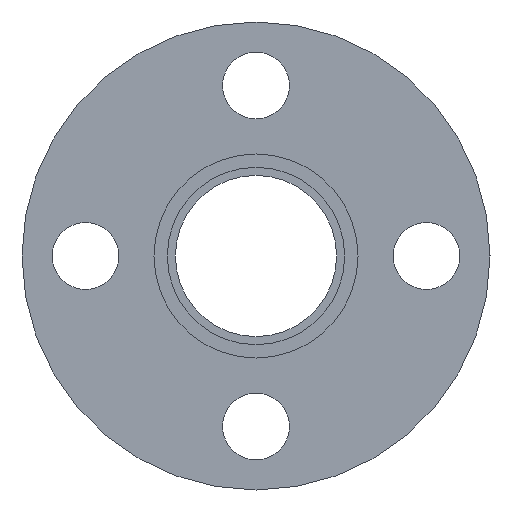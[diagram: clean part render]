
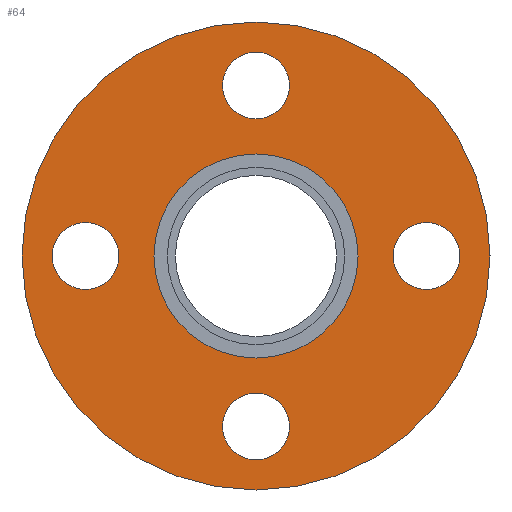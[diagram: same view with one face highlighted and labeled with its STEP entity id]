
A CAD part, left-side view. The second image highlights one B-rep face of the part: STEP entity #64.
In plain terms, the highlighted planar face has unit normal (-1, 0, 0).
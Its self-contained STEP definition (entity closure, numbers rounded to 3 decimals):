
#64=ADVANCED_FACE('',(#114,#115,#116,#117,#118,#119),#120,.T.);
#114=FACE_BOUND('',#189,.T.);
#115=FACE_BOUND('',#190,.T.);
#116=FACE_BOUND('',#191,.T.);
#117=FACE_BOUND('',#192,.T.);
#118=FACE_OUTER_BOUND('',#193,.T.);
#119=FACE_BOUND('',#194,.T.);
#120=PLANE('',#195);
#189=EDGE_LOOP('',(#354,#355));
#190=EDGE_LOOP('',(#356,#357));
#191=EDGE_LOOP('',(#358,#359));
#192=EDGE_LOOP('',(#360,#361));
#193=EDGE_LOOP('',(#362,#363));
#194=EDGE_LOOP('',(#364,#365));
#195=AXIS2_PLACEMENT_3D('',#366,#367,#368);
#354=ORIENTED_EDGE('',*,*,#509,.T.);
#355=ORIENTED_EDGE('',*,*,#508,.T.);
#356=ORIENTED_EDGE('',*,*,#511,.T.);
#357=ORIENTED_EDGE('',*,*,#504,.T.);
#358=ORIENTED_EDGE('',*,*,#513,.T.);
#359=ORIENTED_EDGE('',*,*,#500,.T.);
#360=ORIENTED_EDGE('',*,*,#515,.T.);
#361=ORIENTED_EDGE('',*,*,#496,.T.);
#362=ORIENTED_EDGE('',*,*,#486,.F.);
#363=ORIENTED_EDGE('',*,*,#519,.F.);
#364=ORIENTED_EDGE('',*,*,#518,.T.);
#365=ORIENTED_EDGE('',*,*,#490,.T.);
#366=CARTESIAN_POINT('',(0.,25.132,0.0));
#367=DIRECTION('',(-1.0,0.,0.0));
#368=DIRECTION('',(0.,-1.0,0.0));
#486=EDGE_CURVE('',#575,#578,#579,.T.);
#490=EDGE_CURVE('',#586,#583,#587,.T.);
#496=EDGE_CURVE('',#592,#596,#598,.T.);
#500=EDGE_CURVE('',#600,#604,#606,.T.);
#504=EDGE_CURVE('',#608,#612,#614,.T.);
#508=EDGE_CURVE('',#616,#620,#622,.T.);
#509=EDGE_CURVE('',#620,#616,#623,.T.);
#511=EDGE_CURVE('',#612,#608,#625,.T.);
#513=EDGE_CURVE('',#604,#600,#627,.T.);
#515=EDGE_CURVE('',#596,#592,#629,.T.);
#518=EDGE_CURVE('',#583,#586,#632,.T.);
#519=EDGE_CURVE('',#578,#575,#633,.T.);
#575=VERTEX_POINT('',#703);
#578=VERTEX_POINT('',#707);
#579=CIRCLE('',#708,35.0);
#583=VERTEX_POINT('',#713);
#586=VERTEX_POINT('',#717);
#587=CIRCLE('',#718,15.264);
#592=VERTEX_POINT('',#724);
#596=VERTEX_POINT('',#729);
#598=CIRCLE('',#732,5.0);
#600=VERTEX_POINT('',#734);
#604=VERTEX_POINT('',#739);
#606=CIRCLE('',#742,5.0);
#608=VERTEX_POINT('',#744);
#612=VERTEX_POINT('',#749);
#614=CIRCLE('',#752,5.0);
#616=VERTEX_POINT('',#754);
#620=VERTEX_POINT('',#759);
#622=CIRCLE('',#762,5.0);
#623=CIRCLE('',#763,5.0);
#625=CIRCLE('',#765,5.0);
#627=CIRCLE('',#767,5.0);
#629=CIRCLE('',#769,5.0);
#632=CIRCLE('',#772,15.264);
#633=CIRCLE('',#773,35.0);
#703=CARTESIAN_POINT('',(-0.0,35.0,0.0));
#707=CARTESIAN_POINT('',(0.0,-35.0,0.));
#708=AXIS2_PLACEMENT_3D('',#830,#831,#832);
#713=CARTESIAN_POINT('',(0.,15.264,0.0));
#717=CARTESIAN_POINT('',(0.,-15.264,0.));
#718=AXIS2_PLACEMENT_3D('',#838,#839,#840);
#724=CARTESIAN_POINT('',(0.0,25.5,-5.0));
#729=CARTESIAN_POINT('',(0.,25.5,5.0));
#732=AXIS2_PLACEMENT_3D('',#850,#851,#852);
#734=CARTESIAN_POINT('',(0.,5.0,25.5));
#739=CARTESIAN_POINT('',(0.,-5.0,25.5));
#742=AXIS2_PLACEMENT_3D('',#858,#859,#860);
#744=CARTESIAN_POINT('',(0.0,-25.5,5.0));
#749=CARTESIAN_POINT('',(0.,-25.5,-5.0));
#752=AXIS2_PLACEMENT_3D('',#866,#867,#868);
#754=CARTESIAN_POINT('',(0.,-5.0,-25.5));
#759=CARTESIAN_POINT('',(0.,5.0,-25.5));
#762=AXIS2_PLACEMENT_3D('',#874,#875,#876);
#763=AXIS2_PLACEMENT_3D('',#877,#878,#879);
#765=AXIS2_PLACEMENT_3D('',#883,#884,#885);
#767=AXIS2_PLACEMENT_3D('',#889,#890,#891);
#769=AXIS2_PLACEMENT_3D('',#895,#896,#897);
#772=AXIS2_PLACEMENT_3D('',#904,#905,#906);
#773=AXIS2_PLACEMENT_3D('',#907,#908,#909);
#830=CARTESIAN_POINT('',(0.0,0.0,0.0));
#831=DIRECTION('',(1.0,0.0,0.0));
#832=DIRECTION('',(0.0,1.0,0.0));
#838=CARTESIAN_POINT('',(0.,0.0,0.0));
#839=DIRECTION('',(1.0,0.0,0.0));
#840=DIRECTION('',(0.0,1.0,0.0));
#850=CARTESIAN_POINT('',(0.0,25.5,0.0));
#851=DIRECTION('',(1.0,0.,0.0));
#852=DIRECTION('',(0.0,0.0,-1.0));
#858=CARTESIAN_POINT('',(0.0,0.,25.5));
#859=DIRECTION('',(1.0,0.,0.));
#860=DIRECTION('',(0.,1.0,0.));
#866=CARTESIAN_POINT('',(0.0,-25.5,0.));
#867=DIRECTION('',(1.0,0.,0.));
#868=DIRECTION('',(0.,0.,1.0));
#874=CARTESIAN_POINT('',(0.0,0.,-25.5));
#875=DIRECTION('',(1.0,0.,0.));
#876=DIRECTION('',(0.,-1.0,0.));
#877=CARTESIAN_POINT('',(0.0,0.,-25.5));
#878=DIRECTION('',(1.0,0.,0.));
#879=DIRECTION('',(0.,-1.0,0.));
#883=CARTESIAN_POINT('',(0.0,-25.5,0.));
#884=DIRECTION('',(1.0,0.,0.));
#885=DIRECTION('',(0.,0.,1.0));
#889=CARTESIAN_POINT('',(0.0,0.,25.5));
#890=DIRECTION('',(1.0,0.,0.));
#891=DIRECTION('',(0.,1.0,0.));
#895=CARTESIAN_POINT('',(0.0,25.5,0.0));
#896=DIRECTION('',(1.0,0.,0.0));
#897=DIRECTION('',(0.0,0.0,-1.0));
#904=CARTESIAN_POINT('',(0.,0.0,0.0));
#905=DIRECTION('',(1.0,0.0,0.0));
#906=DIRECTION('',(0.0,1.0,0.0));
#907=CARTESIAN_POINT('',(0.0,0.0,0.0));
#908=DIRECTION('',(1.0,0.0,0.0));
#909=DIRECTION('',(0.0,1.0,0.0));
